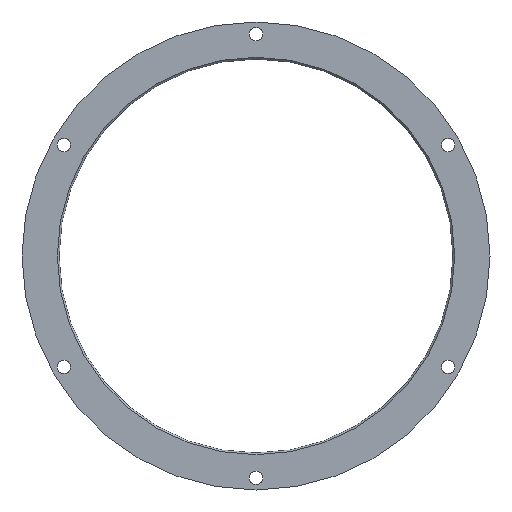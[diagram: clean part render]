
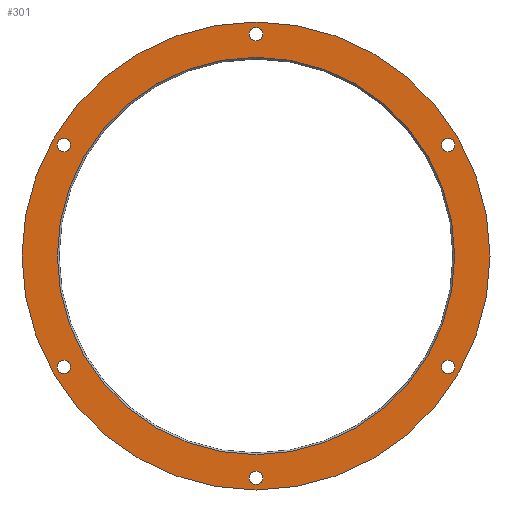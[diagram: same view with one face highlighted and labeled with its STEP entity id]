
A CAD part, front view. The second image highlights one B-rep face of the part: STEP entity #301.
In plain terms, the highlighted planar face has unit normal (0, -1, 0).
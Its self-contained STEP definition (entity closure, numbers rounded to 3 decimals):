
#22=FACE_BOUND('',#69,.T.);
#23=FACE_BOUND('',#70,.T.);
#24=FACE_BOUND('',#71,.T.);
#25=FACE_BOUND('',#72,.T.);
#26=FACE_BOUND('',#73,.T.);
#27=FACE_BOUND('',#74,.T.);
#28=FACE_BOUND('',#75,.T.);
#30=PLANE('',#353);
#43=FACE_OUTER_BOUND('',#68,.T.);
#68=EDGE_LOOP('',(#229));
#69=EDGE_LOOP('',(#230));
#70=EDGE_LOOP('',(#231));
#71=EDGE_LOOP('',(#232));
#72=EDGE_LOOP('',(#233));
#73=EDGE_LOOP('',(#234));
#74=EDGE_LOOP('',(#235));
#75=EDGE_LOOP('',(#236));
#131=CIRCLE('',#352,45.);
#132=CIRCLE('',#354,53.);
#133=CIRCLE('',#355,1.5);
#134=CIRCLE('',#356,1.5);
#135=CIRCLE('',#357,1.5);
#136=CIRCLE('',#358,1.5);
#137=CIRCLE('',#359,1.5);
#138=CIRCLE('',#360,1.5);
#155=VERTEX_POINT('',#509);
#156=VERTEX_POINT('',#513);
#157=VERTEX_POINT('',#515);
#158=VERTEX_POINT('',#517);
#159=VERTEX_POINT('',#519);
#160=VERTEX_POINT('',#521);
#161=VERTEX_POINT('',#523);
#162=VERTEX_POINT('',#525);
#182=EDGE_CURVE('',#155,#155,#131,.T.);
#183=EDGE_CURVE('',#156,#156,#132,.T.);
#184=EDGE_CURVE('',#157,#157,#133,.T.);
#185=EDGE_CURVE('',#158,#158,#134,.T.);
#186=EDGE_CURVE('',#159,#159,#135,.T.);
#187=EDGE_CURVE('',#160,#160,#136,.T.);
#188=EDGE_CURVE('',#161,#161,#137,.T.);
#189=EDGE_CURVE('',#162,#162,#138,.T.);
#229=ORIENTED_EDGE('',*,*,#183,.F.);
#230=ORIENTED_EDGE('',*,*,#184,.T.);
#231=ORIENTED_EDGE('',*,*,#185,.T.);
#232=ORIENTED_EDGE('',*,*,#186,.T.);
#233=ORIENTED_EDGE('',*,*,#187,.T.);
#234=ORIENTED_EDGE('',*,*,#188,.T.);
#235=ORIENTED_EDGE('',*,*,#189,.T.);
#236=ORIENTED_EDGE('',*,*,#182,.F.);
#301=ADVANCED_FACE('',(#43,#22,#23,#24,#25,#26,#27,#28),#30,.F.);
#352=AXIS2_PLACEMENT_3D('',#511,#413,#414);
#353=AXIS2_PLACEMENT_3D('',#512,#415,#416);
#354=AXIS2_PLACEMENT_3D('',#514,#417,#418);
#355=AXIS2_PLACEMENT_3D('',#516,#419,#420);
#356=AXIS2_PLACEMENT_3D('',#518,#421,#422);
#357=AXIS2_PLACEMENT_3D('',#520,#423,#424);
#358=AXIS2_PLACEMENT_3D('',#522,#425,#426);
#359=AXIS2_PLACEMENT_3D('',#524,#427,#428);
#360=AXIS2_PLACEMENT_3D('',#526,#429,#430);
#413=DIRECTION('center_axis',(0.,-1.,0.));
#414=DIRECTION('ref_axis',(1.,0.,0.));
#415=DIRECTION('center_axis',(0.,1.,0.));
#416=DIRECTION('ref_axis',(0.,0.,1.));
#417=DIRECTION('center_axis',(0.,1.,0.));
#418=DIRECTION('ref_axis',(-1.,0.,0.));
#419=DIRECTION('center_axis',(0.,1.,0.));
#420=DIRECTION('ref_axis',(1.,0.,0.));
#421=DIRECTION('center_axis',(0.,1.,0.));
#422=DIRECTION('ref_axis',(1.,0.,0.));
#423=DIRECTION('center_axis',(0.,1.,0.));
#424=DIRECTION('ref_axis',(1.,0.,0.));
#425=DIRECTION('center_axis',(0.,1.,0.));
#426=DIRECTION('ref_axis',(1.,0.,0.));
#427=DIRECTION('center_axis',(0.,1.,0.));
#428=DIRECTION('ref_axis',(1.,0.,0.));
#429=DIRECTION('center_axis',(0.,1.,0.));
#430=DIRECTION('ref_axis',(1.,0.,0.));
#509=CARTESIAN_POINT('',(-45.,0.,0.));
#511=CARTESIAN_POINT('Origin',(0.,0.,0.));
#512=CARTESIAN_POINT('Origin',(0.,0.,0.));
#513=CARTESIAN_POINT('',(53.,0.,0.));
#514=CARTESIAN_POINT('Origin',(0.,0.,0.));
#515=CARTESIAN_POINT('',(42.018,0.,-25.125));
#516=CARTESIAN_POINT('Origin',(43.518,0.,-25.125));
#517=CARTESIAN_POINT('',(-1.5,0.,50.25));
#518=CARTESIAN_POINT('Origin',(0.,0.,50.25));
#519=CARTESIAN_POINT('',(-45.018,0.,-25.125));
#520=CARTESIAN_POINT('Origin',(-43.518,0.,-25.125));
#521=CARTESIAN_POINT('',(-1.5,0.,-50.25));
#522=CARTESIAN_POINT('Origin',(0.,0.,-50.25));
#523=CARTESIAN_POINT('',(-45.018,0.,25.125));
#524=CARTESIAN_POINT('Origin',(-43.518,0.,25.125));
#525=CARTESIAN_POINT('',(42.018,0.,25.125));
#526=CARTESIAN_POINT('Origin',(43.518,0.,25.125));
